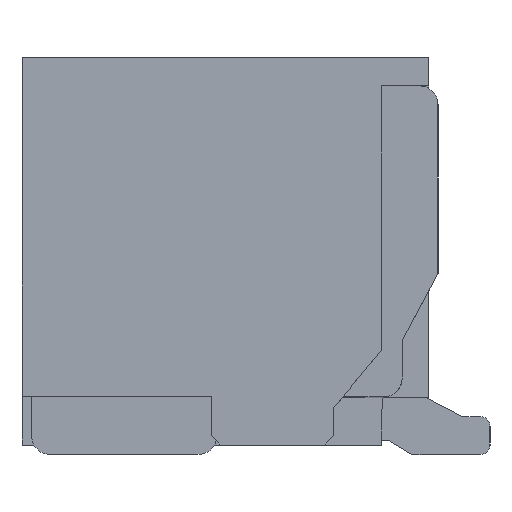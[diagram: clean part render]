
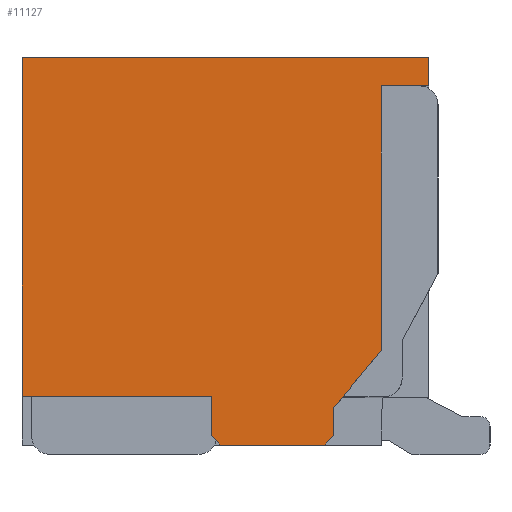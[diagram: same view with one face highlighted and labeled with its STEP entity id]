
A CAD part, left-side view. The second image highlights one B-rep face of the part: STEP entity #11127.
In plain terms, the highlighted planar face has unit normal (-1, 0, 0).
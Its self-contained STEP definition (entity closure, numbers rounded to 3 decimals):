
#22 = ORIENTED_EDGE ( 'NONE', *, *, #11625, .F. ) ;
#70 = VECTOR ( 'NONE', #4066, 1000. ) ;
#141 = VERTEX_POINT ( 'NONE', #14919 ) ;
#209 = LINE ( 'NONE', #11962, #8294 ) ;
#210 = VECTOR ( 'NONE', #896, 1000. ) ;
#553 = DIRECTION ( 'NONE',  ( 0., 0., -1. ) ) ;
#570 = ORIENTED_EDGE ( 'NONE', *, *, #10188, .F. ) ;
#628 = CARTESIAN_POINT ( 'NONE',  ( -7.875, -2.15, 3.8 ) ) ;
#705 = CARTESIAN_POINT ( 'NONE',  ( -7.875, -2.15, 4.1 ) ) ;
#742 = VERTEX_POINT ( 'NONE', #7585 ) ;
#896 = DIRECTION ( 'NONE',  ( 0., 0., -1. ) ) ;
#941 = VERTEX_POINT ( 'NONE', #628 ) ;
#988 = EDGE_CURVE ( 'NONE', #141, #6707, #2116, .T. ) ;
#1353 = CARTESIAN_POINT ( 'NONE',  ( -7.875, -1.05, 0. ) ) ;
#1398 = CARTESIAN_POINT ( 'NONE',  ( -7.875, 0.15, 0.1 ) ) ;
#1465 = EDGE_CURVE ( 'NONE', #5503, #8315, #209, .T. ) ;
#1591 = VERTEX_POINT ( 'NONE', #10193 ) ;
#1629 = CARTESIAN_POINT ( 'NONE',  ( -7.875, 2.15, 4.1 ) ) ;
#1650 = ORIENTED_EDGE ( 'NONE', *, *, #3951, .F. ) ;
#1771 = CARTESIAN_POINT ( 'NONE',  ( -7.875, -1.15, 0.4 ) ) ;
#1834 = LINE ( 'NONE', #12798, #210 ) ;
#1876 = CARTESIAN_POINT ( 'NONE',  ( -7.875, 0.05, 0. ) ) ;
#2116 = LINE ( 'NONE', #1353, #8570 ) ;
#2172 = ORIENTED_EDGE ( 'NONE', *, *, #3762, .F. ) ;
#2276 = VERTEX_POINT ( 'NONE', #1629 ) ;
#2321 = DIRECTION ( 'NONE',  ( 0., -1., 0. ) ) ;
#2420 = CARTESIAN_POINT ( 'NONE',  ( -7.875, -2.15, 0. ) ) ;
#2482 = LINE ( 'NONE', #7292, #10084 ) ;
#2615 = AXIS2_PLACEMENT_3D ( 'NONE', #705, #15059, #553 ) ;
#3466 = EDGE_CURVE ( 'NONE', #1591, #6707, #1834, .T. ) ;
#3638 = DIRECTION ( 'NONE',  ( 0., -0.707, 0.707 ) ) ;
#3762 = EDGE_CURVE ( 'NONE', #941, #5503, #9765, .T. ) ;
#3798 = CARTESIAN_POINT ( 'NONE',  ( -7.875, -1.65, 3.8 ) ) ;
#3883 = VERTEX_POINT ( 'NONE', #1876 ) ;
#3951 = EDGE_CURVE ( 'NONE', #742, #941, #14977, .T. ) ;
#4007 = EDGE_CURVE ( 'NONE', #14560, #13344, #13083, .T. ) ;
#4066 = DIRECTION ( 'NONE',  ( 0., 1., 0. ) ) ;
#4232 = VERTEX_POINT ( 'NONE', #4448 ) ;
#4322 = DIRECTION ( 'NONE',  ( 0., 0., 1. ) ) ;
#4404 = CARTESIAN_POINT ( 'NONE',  ( -7.875, 0.15, 0. ) ) ;
#4448 = CARTESIAN_POINT ( 'NONE',  ( -7.875, 2.15, 0.516 ) ) ;
#4759 = VECTOR ( 'NONE', #8635, 1000. ) ;
#5503 = VERTEX_POINT ( 'NONE', #12295 ) ;
#5866 = VECTOR ( 'NONE', #15459, 1000. ) ;
#6707 = VERTEX_POINT ( 'NONE', #8462 ) ;
#6906 = EDGE_LOOP ( 'NONE', ( #7362, #8100, #9454, #10494, #10590, #7823, #7419, #2172, #1650, #22, #14979, #570 ) ) ;
#7292 = CARTESIAN_POINT ( 'NONE',  ( -7.875, -2.15, 4.1 ) ) ;
#7362 = ORIENTED_EDGE ( 'NONE', *, *, #4007, .F. ) ;
#7419 = ORIENTED_EDGE ( 'NONE', *, *, #1465, .F. ) ;
#7558 = EDGE_CURVE ( 'NONE', #3883, #141, #13460, .T. ) ;
#7585 = CARTESIAN_POINT ( 'NONE',  ( -7.875, -2.15, 4.1 ) ) ;
#7823 = ORIENTED_EDGE ( 'NONE', *, *, #13458, .F. ) ;
#8100 = ORIENTED_EDGE ( 'NONE', *, *, #9174, .T. ) ;
#8294 = VECTOR ( 'NONE', #10763, 1000. ) ;
#8297 = LINE ( 'NONE', #15420, #11374 ) ;
#8315 = VERTEX_POINT ( 'NONE', #9309 ) ;
#8353 = CARTESIAN_POINT ( 'NONE',  ( -7.875, 0.15, 0.1 ) ) ;
#8462 = CARTESIAN_POINT ( 'NONE',  ( -7.875, -1.15, 0.1 ) ) ;
#8570 = VECTOR ( 'NONE', #3638, 1000. ) ;
#8635 = DIRECTION ( 'NONE',  ( 0., -1., 0. ) ) ;
#8704 = CARTESIAN_POINT ( 'NONE',  ( -7.875, 2.15, 0.516 ) ) ;
#8959 = CARTESIAN_POINT ( 'NONE',  ( -7.875, -2.15, 4.1 ) ) ;
#9174 = EDGE_CURVE ( 'NONE', #14560, #3883, #12194, .T. ) ;
#9254 = EDGE_CURVE ( 'NONE', #2276, #4232, #8297, .T. ) ;
#9309 = CARTESIAN_POINT ( 'NONE',  ( -7.875, -1.65, 1. ) ) ;
#9454 = ORIENTED_EDGE ( 'NONE', *, *, #7558, .T. ) ;
#9765 = LINE ( 'NONE', #3798, #14402 ) ;
#9813 = CARTESIAN_POINT ( 'NONE',  ( -7.875, 0.15, 0.516 ) ) ;
#10084 = VECTOR ( 'NONE', #2321, 1000. ) ;
#10117 = LINE ( 'NONE', #1771, #15578 ) ;
#10188 = EDGE_CURVE ( 'NONE', #13344, #4232, #14872, .T. ) ;
#10193 = CARTESIAN_POINT ( 'NONE',  ( -7.875, -1.15, 0.4 ) ) ;
#10337 = VECTOR ( 'NONE', #4322, 1000. ) ;
#10494 = ORIENTED_EDGE ( 'NONE', *, *, #988, .T. ) ;
#10590 = ORIENTED_EDGE ( 'NONE', *, *, #3466, .F. ) ;
#10763 = DIRECTION ( 'NONE',  ( 0., 0., -1. ) ) ;
#11127 = ADVANCED_FACE ( 'NONE', ( #11488 ), #11345, .F. ) ;
#11345 = PLANE ( 'NONE',  #2615 ) ;
#11374 = VECTOR ( 'NONE', #14147, 1000. ) ;
#11488 = FACE_OUTER_BOUND ( 'NONE', #6906, .T. ) ;
#11625 = EDGE_CURVE ( 'NONE', #2276, #742, #2482, .T. ) ;
#11962 = CARTESIAN_POINT ( 'NONE',  ( -7.875, -1.65, 1. ) ) ;
#11981 = DIRECTION ( 'NONE',  ( 0., 1., 0. ) ) ;
#12194 = LINE ( 'NONE', #1398, #14155 ) ;
#12295 = CARTESIAN_POINT ( 'NONE',  ( -7.875, -1.65, 3.8 ) ) ;
#12798 = CARTESIAN_POINT ( 'NONE',  ( -7.875, -1.15, 0. ) ) ;
#13083 = LINE ( 'NONE', #4404, #10337 ) ;
#13344 = VERTEX_POINT ( 'NONE', #9813 ) ;
#13458 = EDGE_CURVE ( 'NONE', #8315, #1591, #10117, .T. ) ;
#13460 = LINE ( 'NONE', #2420, #4759 ) ;
#14147 = DIRECTION ( 'NONE',  ( 0., 0., -1. ) ) ;
#14155 = VECTOR ( 'NONE', #14729, 1000. ) ;
#14402 = VECTOR ( 'NONE', #11981, 1000. ) ;
#14560 = VERTEX_POINT ( 'NONE', #8353 ) ;
#14729 = DIRECTION ( 'NONE',  ( 0., -0.707, -0.707 ) ) ;
#14872 = LINE ( 'NONE', #8704, #70 ) ;
#14919 = CARTESIAN_POINT ( 'NONE',  ( -7.875, -1.05, 0. ) ) ;
#14952 = DIRECTION ( 'NONE',  ( 0., 0.64, -0.768 ) ) ;
#14977 = LINE ( 'NONE', #8959, #5866 ) ;
#14979 = ORIENTED_EDGE ( 'NONE', *, *, #9254, .T. ) ;
#15059 = DIRECTION ( 'NONE',  ( 1., 0., 0. ) ) ;
#15420 = CARTESIAN_POINT ( 'NONE',  ( -7.875, 2.15, 4.1 ) ) ;
#15459 = DIRECTION ( 'NONE',  ( 0., 0., -1. ) ) ;
#15578 = VECTOR ( 'NONE', #14952, 1000. ) ;
